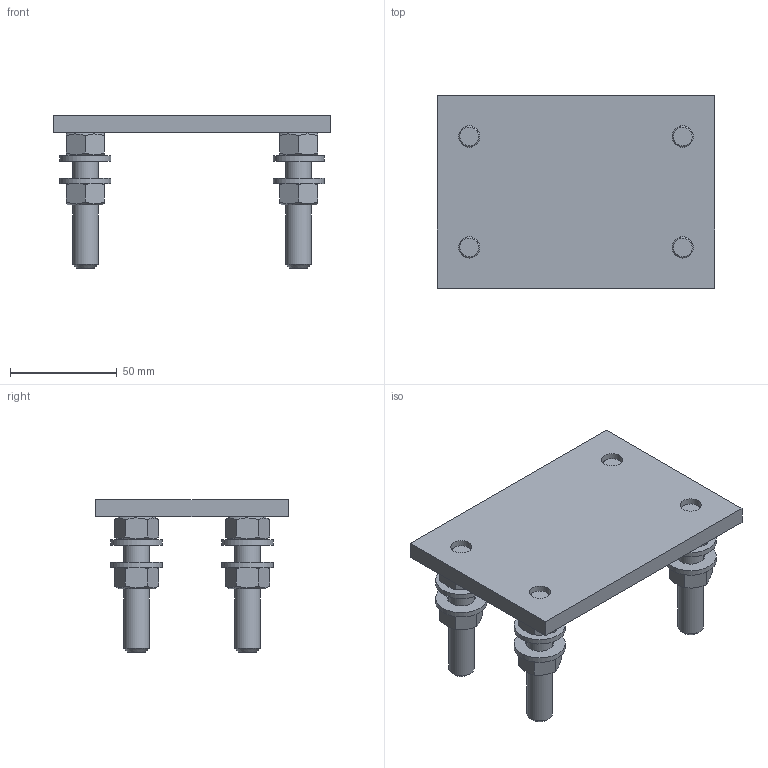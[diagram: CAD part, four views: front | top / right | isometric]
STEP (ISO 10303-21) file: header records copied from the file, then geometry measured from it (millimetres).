
FILE_DESCRIPTION(('STEP AP203'), '1');
FILE_NAME('ÐË061.01.00.000 Ïîäñòàâêà Ì12 (ÎÁ)', '2015-09-25T05:14:39', ('Ñïîðûøåâ'), ('ÐÎËÒÝÊ'), 'ASCON STEP Converter 1.3', 'ASCON Math Kernel', '');
FILE_SCHEMA(('CONFIG_CONTROL_DESIGN'));
Length unit declared in the file: millimetre
Products named in the file (1): 倓061.01.00.00013
Bounding box: 130 x 90 x 71.5 mm (x, y, z)
Volume: 141260.7 mm3; surface area: 45810.6 mm2
Topology: 1 solids, 1 shells, 283 faces, 698 edges, 460 vertices
Faces by surface type: plane 154, cylinder 85, cone 44
Full cylindrical faces by diameter (mm): 10 x4, 12 x8, 13 x8, 24 x8
Entity records: 11182 total; most frequent: CARTESIAN_POINT 4634, DIRECTION 1316, ORIENTED_EDGE 1300, EDGE_CURVE 650, AXIS2_PLACEMENT_3D 502, VERTEX_POINT 460, EDGE_LOOP 374, LINE 312
